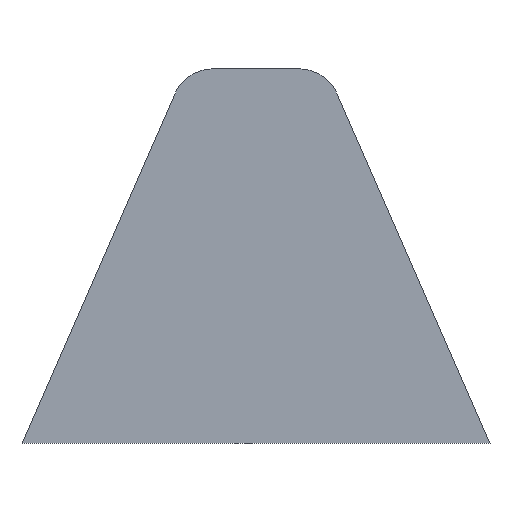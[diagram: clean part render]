
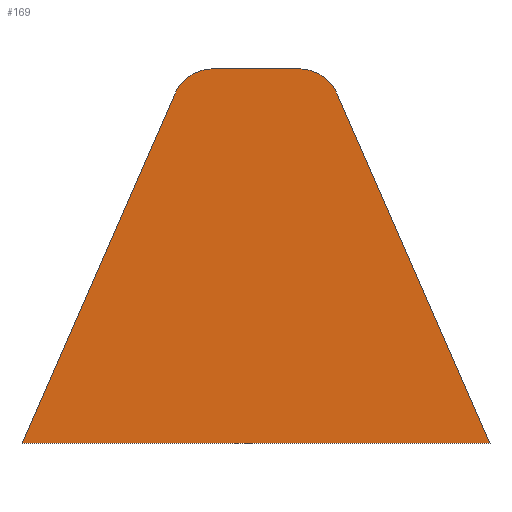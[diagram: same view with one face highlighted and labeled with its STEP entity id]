
A CAD part, front view. The second image highlights one B-rep face of the part: STEP entity #169.
In plain terms, the highlighted planar face has unit normal (0, -1, 0).
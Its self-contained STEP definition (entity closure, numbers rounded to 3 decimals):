
#22=PLANE('',#199);
#32=FACE_OUTER_BOUND('',#43,.T.);
#43=EDGE_LOOP('',(#151,#152,#153,#154,#155,#156));
#48=LINE('',#264,#63);
#54=LINE('',#283,#69);
#57=LINE('',#291,#72);
#58=LINE('',#293,#73);
#63=VECTOR('',#214,10.);
#69=VECTOR('',#232,10.);
#72=VECTOR('',#243,10.);
#73=VECTOR('',#246,10.);
#74=CIRCLE('',#185,9.);
#78=CIRCLE('',#192,9.);
#80=VERTEX_POINT('',#251);
#81=VERTEX_POINT('',#252);
#85=VERTEX_POINT('',#262);
#90=VERTEX_POINT('',#276);
#91=VERTEX_POINT('',#277);
#92=VERTEX_POINT('',#282);
#94=EDGE_CURVE('',#80,#81,#74,.T.);
#100=EDGE_CURVE('',#80,#85,#48,.T.);
#106=EDGE_CURVE('',#90,#91,#78,.T.);
#109=EDGE_CURVE('',#92,#91,#54,.T.);
#113=EDGE_CURVE('',#90,#81,#57,.T.);
#114=EDGE_CURVE('',#85,#92,#58,.T.);
#151=ORIENTED_EDGE('',*,*,#94,.F.);
#152=ORIENTED_EDGE('',*,*,#100,.T.);
#153=ORIENTED_EDGE('',*,*,#114,.T.);
#154=ORIENTED_EDGE('',*,*,#109,.T.);
#155=ORIENTED_EDGE('',*,*,#106,.F.);
#156=ORIENTED_EDGE('',*,*,#113,.T.);
#169=ADVANCED_FACE('',(#32),#22,.T.);
#185=AXIS2_PLACEMENT_3D('',#253,#204,#205);
#192=AXIS2_PLACEMENT_3D('',#278,#226,#227);
#199=AXIS2_PLACEMENT_3D('',#294,#247,#248);
#204=DIRECTION('center_axis',(0.,1.,0.));
#205=DIRECTION('ref_axis',(-0.547,0.,0.837));
#214=DIRECTION('',(-0.401,0.,-0.916));
#226=DIRECTION('center_axis',(0.,1.,0.));
#227=DIRECTION('ref_axis',(0.547,0.,0.837));
#232=DIRECTION('',(-0.401,0.,0.916));
#243=DIRECTION('',(-1.,0.,0.));
#246=DIRECTION('',(1.,0.,0.));
#247=DIRECTION('center_axis',(0.,-1.,0.));
#248=DIRECTION('ref_axis',(0.,0.,-1.));
#251=CARTESIAN_POINT('',(32.641,-5.,74.607));
#252=CARTESIAN_POINT('',(40.886,-5.,80.));
#253=CARTESIAN_POINT('Origin',(40.886,-5.,71.));
#262=CARTESIAN_POINT('',(0.,-5.,0.));
#264=CARTESIAN_POINT('',(0.,-5.,0.));
#276=CARTESIAN_POINT('',(59.114,-5.,80.));
#277=CARTESIAN_POINT('',(67.359,-5.,74.607));
#278=CARTESIAN_POINT('Origin',(59.114,-5.,71.));
#282=CARTESIAN_POINT('',(100.,-5.,0.));
#283=CARTESIAN_POINT('',(65.,-5.,80.));
#291=CARTESIAN_POINT('',(35.,-5.,80.));
#293=CARTESIAN_POINT('',(100.,-5.,0.));
#294=CARTESIAN_POINT('Origin',(50.,-5.,40.));
